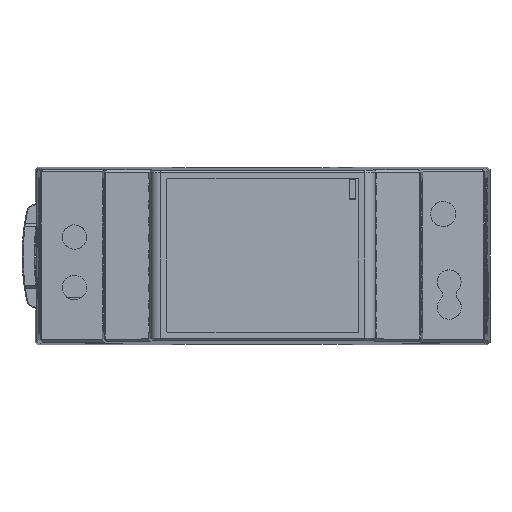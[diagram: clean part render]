
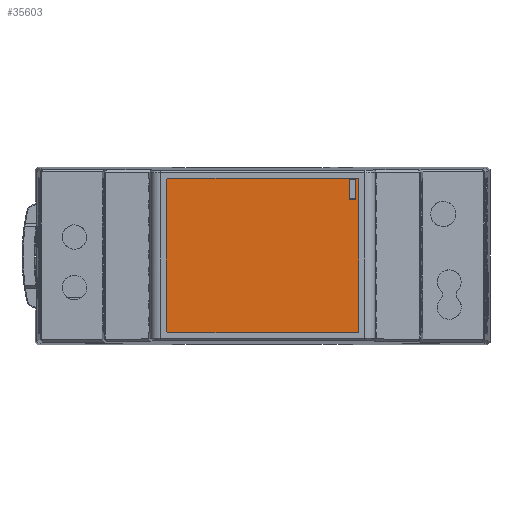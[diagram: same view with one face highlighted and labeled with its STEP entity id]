
A CAD part, top view. The second image highlights one B-rep face of the part: STEP entity #35603.
In plain terms, the highlighted planar face has unit normal (0, 0, 1).
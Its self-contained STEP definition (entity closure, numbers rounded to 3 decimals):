
#20104=DIRECTION('',(0.,1.,0.));
#20105=VECTOR('',#20104,29.6);
#20106=CARTESIAN_POINT('',(-19.05,-14.8,49.5));
#20107=LINE('',#20106,#20105);
#20111=CARTESIAN_POINT('',(-18.55,14.8,49.5));
#20112=DIRECTION('',(0.,0.,-1.));
#20113=DIRECTION('',(-1.,0.,0.));
#20114=AXIS2_PLACEMENT_3D('',#20111,#20112,#20113);
#20119=DIRECTION('',(1.,0.,0.));
#20120=VECTOR('',#20119,37.1);
#20121=CARTESIAN_POINT('',(-18.55,15.3,49.5));
#20122=LINE('',#20121,#20120);
#20126=CARTESIAN_POINT('',(18.55,14.8,49.5));
#20127=DIRECTION('',(0.,0.,-1.));
#20128=DIRECTION('',(0.,1.,0.));
#20129=AXIS2_PLACEMENT_3D('',#20126,#20127,#20128);
#20134=DIRECTION('',(0.,-1.,0.));
#20135=VECTOR('',#20134,29.6);
#20136=CARTESIAN_POINT('',(19.05,14.8,49.5));
#20137=LINE('',#20136,#20135);
#20141=CARTESIAN_POINT('',(18.55,-14.8,49.5));
#20142=DIRECTION('',(0.,0.,-1.));
#20143=DIRECTION('',(1.,0.,0.));
#20144=AXIS2_PLACEMENT_3D('',#20141,#20142,#20143);
#20149=DIRECTION('',(-1.,0.,0.));
#20150=VECTOR('',#20149,37.1);
#20151=CARTESIAN_POINT('',(18.55,-15.3,49.5));
#20152=LINE('',#20151,#20150);
#20156=CARTESIAN_POINT('',(-18.55,-14.8,49.5));
#20157=DIRECTION('',(0.,0.,-1.));
#20158=DIRECTION('',(0.,-1.,0.));
#20159=AXIS2_PLACEMENT_3D('',#20156,#20157,#20158);
#20164=DIRECTION('',(0.,-1.,0.));
#20165=VECTOR('',#20164,3.952);
#20166=CARTESIAN_POINT('',(17.124,15.084,49.5));
#20167=LINE('',#20166,#20165);
#20171=DIRECTION('',(1.,0.,0.));
#20172=VECTOR('',#20171,1.352);
#20173=CARTESIAN_POINT('',(17.124,11.132,49.5));
#20174=LINE('',#20173,#20172);
#20178=DIRECTION('',(0.,1.,0.));
#20179=VECTOR('',#20178,3.952);
#20180=CARTESIAN_POINT('',(18.476,11.132,49.5));
#20181=LINE('',#20180,#20179);
#20185=DIRECTION('',(-1.,0.,0.));
#20186=VECTOR('',#20185,1.352);
#20187=CARTESIAN_POINT('',(18.476,15.084,49.5));
#20188=LINE('',#20187,#20186);
#30223=CARTESIAN_POINT('',(-19.05,-14.8,49.5));
#30224=CARTESIAN_POINT('',(-19.05,14.8,49.5));
#30225=VERTEX_POINT('',#30223);
#30226=VERTEX_POINT('',#30224);
#30227=CARTESIAN_POINT('',(-18.55,15.3,49.5));
#30228=VERTEX_POINT('',#30227);
#30229=CARTESIAN_POINT('',(18.55,15.3,49.5));
#30230=VERTEX_POINT('',#30229);
#30231=CARTESIAN_POINT('',(19.05,14.8,49.5));
#30232=VERTEX_POINT('',#30231);
#30233=CARTESIAN_POINT('',(19.05,-14.8,49.5));
#30234=VERTEX_POINT('',#30233);
#30235=CARTESIAN_POINT('',(18.55,-15.3,49.5));
#30236=VERTEX_POINT('',#30235);
#30237=CARTESIAN_POINT('',(-18.55,-15.3,49.5));
#30238=VERTEX_POINT('',#30237);
#31249=CARTESIAN_POINT('',(17.124,15.084,49.5));
#31250=CARTESIAN_POINT('',(17.124,11.132,49.5));
#31251=VERTEX_POINT('',#31249);
#31252=VERTEX_POINT('',#31250);
#31253=CARTESIAN_POINT('',(18.476,11.132,49.5));
#31254=VERTEX_POINT('',#31253);
#31255=CARTESIAN_POINT('',(18.476,15.084,49.5));
#31256=VERTEX_POINT('',#31255);
#35571=CARTESIAN_POINT('',(22.5,-34.875,49.5));
#35572=DIRECTION('',(0.,0.,1.));
#35573=DIRECTION('',(1.,0.,0.));
#35574=AXIS2_PLACEMENT_3D('',#35571,#35572,#35573);
#35575=PLANE('',#35574);
#35577=ORIENTED_EDGE('',*,*,#35576,.T.);
#35579=ORIENTED_EDGE('',*,*,#35578,.T.);
#35581=ORIENTED_EDGE('',*,*,#35580,.T.);
#35583=ORIENTED_EDGE('',*,*,#35582,.T.);
#35584=ORIENTED_EDGE('',*,*,#35561,.T.);
#35586=ORIENTED_EDGE('',*,*,#35585,.T.);
#35588=ORIENTED_EDGE('',*,*,#35587,.T.);
#35590=ORIENTED_EDGE('',*,*,#35589,.T.);
#35591=EDGE_LOOP('',(#35577,#35579,#35581,#35583,#35584,#35586,#35588,#35590));
#35592=FACE_OUTER_BOUND('',#35591,.F.);
#35594=ORIENTED_EDGE('',*,*,#35593,.T.);
#35596=ORIENTED_EDGE('',*,*,#35595,.T.);
#35598=ORIENTED_EDGE('',*,*,#35597,.T.);
#35600=ORIENTED_EDGE('',*,*,#35599,.T.);
#35601=EDGE_LOOP('',(#35594,#35596,#35598,#35600));
#35602=FACE_BOUND('',#35601,.F.);
#20115=CIRCLE('',#20114,0.5);
#20130=CIRCLE('',#20129,0.5);
#20145=CIRCLE('',#20144,0.5);
#20160=CIRCLE('',#20159,0.5);
#35561=EDGE_CURVE('',#30232,#30234,#20137,.T.);
#35576=EDGE_CURVE('',#30225,#30226,#20107,.T.);
#35578=EDGE_CURVE('',#30226,#30228,#20115,.T.);
#35580=EDGE_CURVE('',#30228,#30230,#20122,.T.);
#35582=EDGE_CURVE('',#30230,#30232,#20130,.T.);
#35585=EDGE_CURVE('',#30234,#30236,#20145,.T.);
#35587=EDGE_CURVE('',#30236,#30238,#20152,.T.);
#35589=EDGE_CURVE('',#30238,#30225,#20160,.T.);
#35593=EDGE_CURVE('',#31251,#31252,#20167,.T.);
#35595=EDGE_CURVE('',#31252,#31254,#20174,.T.);
#35597=EDGE_CURVE('',#31254,#31256,#20181,.T.);
#35599=EDGE_CURVE('',#31256,#31251,#20188,.T.);
#35603=ADVANCED_FACE('',(#35592,#35602),#35575,.T.);
